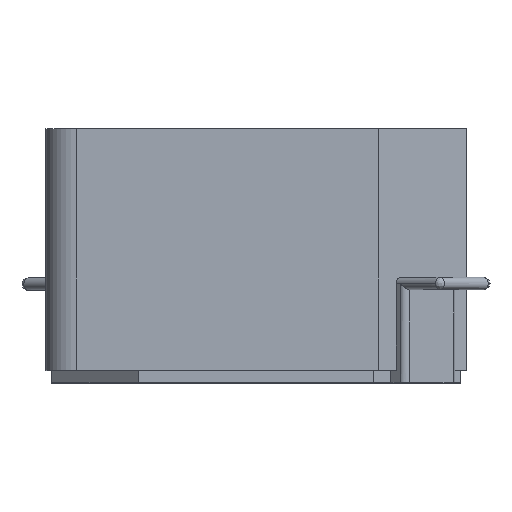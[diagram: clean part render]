
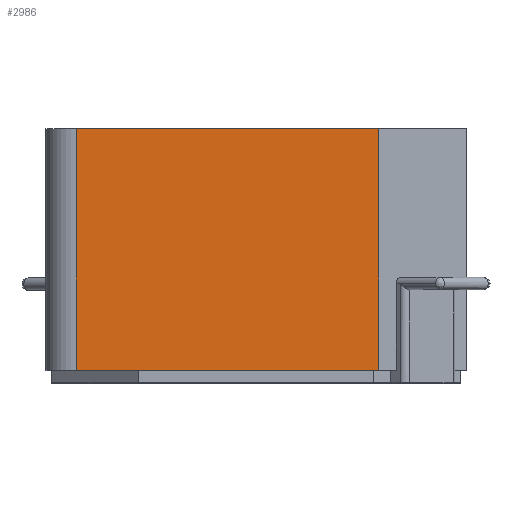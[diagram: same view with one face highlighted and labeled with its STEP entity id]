
A CAD part, top view. The second image highlights one B-rep face of the part: STEP entity #2986.
In plain terms, the highlighted planar face has unit normal (0, 0, 1).
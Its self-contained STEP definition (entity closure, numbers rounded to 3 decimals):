
#152 = VECTOR ( 'NONE', #893, 1000. ) ;
#161 = LINE ( 'NONE', #339, #3070 ) ;
#163 = EDGE_LOOP ( 'NONE', ( #172, #4230, #1657, #2190 ) ) ;
#172 = ORIENTED_EDGE ( 'NONE', *, *, #1834, .F. ) ;
#247 = CARTESIAN_POINT ( 'NONE',  ( 1.98, 0., 3.4 ) ) ;
#326 = DIRECTION ( 'NONE',  ( 0., 0., -1. ) ) ;
#339 = CARTESIAN_POINT ( 'NONE',  ( 1.98, 3.9, 3.4 ) ) ;
#425 = EDGE_CURVE ( 'NONE', #1631, #1224, #1669, .T. ) ;
#492 = CARTESIAN_POINT ( 'NONE',  ( -2.9, 3.9, 3.4 ) ) ;
#893 = DIRECTION ( 'NONE',  ( 0., 1., 0. ) ) ;
#913 = CARTESIAN_POINT ( 'NONE',  ( -3.4, 0., 3.4 ) ) ;
#1224 = VERTEX_POINT ( 'NONE', #2327 ) ;
#1532 = CARTESIAN_POINT ( 'NONE',  ( -2.9, 0., 3.4 ) ) ;
#1631 = VERTEX_POINT ( 'NONE', #4496 ) ;
#1657 = ORIENTED_EDGE ( 'NONE', *, *, #4422, .T. ) ;
#1669 = LINE ( 'NONE', #2097, #2392 ) ;
#1715 = FACE_OUTER_BOUND ( 'NONE', #163, .T. ) ;
#1834 = EDGE_CURVE ( 'NONE', #3183, #1631, #2159, .T. ) ;
#2050 = EDGE_CURVE ( 'NONE', #2186, #3183, #2937, .T. ) ;
#2097 = CARTESIAN_POINT ( 'NONE',  ( -3.4, 3.9, 3.4 ) ) ;
#2159 = LINE ( 'NONE', #492, #152 ) ;
#2186 = VERTEX_POINT ( 'NONE', #247 ) ;
#2190 = ORIENTED_EDGE ( 'NONE', *, *, #425, .F. ) ;
#2296 = DIRECTION ( 'NONE',  ( -1., 0., 0. ) ) ;
#2304 = DIRECTION ( 'NONE',  ( 0., 1., 0. ) ) ;
#2327 = CARTESIAN_POINT ( 'NONE',  ( 1.98, 3.9, 3.4 ) ) ;
#2392 = VECTOR ( 'NONE', #3234, 1000. ) ;
#2638 = CARTESIAN_POINT ( 'NONE',  ( -3.4, 3.9, 3.4 ) ) ;
#2674 = PLANE ( 'NONE',  #4973 ) ;
#2842 = DIRECTION ( 'NONE',  ( -1., 0., 0. ) ) ;
#2937 = LINE ( 'NONE', #913, #4511 ) ;
#2986 = ADVANCED_FACE ( 'NONE', ( #1715 ), #2674, .F. ) ;
#3070 = VECTOR ( 'NONE', #2304, 1000. ) ;
#3183 = VERTEX_POINT ( 'NONE', #1532 ) ;
#3234 = DIRECTION ( 'NONE',  ( 1., 0., 0. ) ) ;
#4230 = ORIENTED_EDGE ( 'NONE', *, *, #2050, .F. ) ;
#4422 = EDGE_CURVE ( 'NONE', #2186, #1224, #161, .T. ) ;
#4496 = CARTESIAN_POINT ( 'NONE',  ( -2.9, 3.9, 3.4 ) ) ;
#4511 = VECTOR ( 'NONE', #2842, 1000. ) ;
#4973 = AXIS2_PLACEMENT_3D ( 'NONE', #2638, #326, #2296 ) ;
